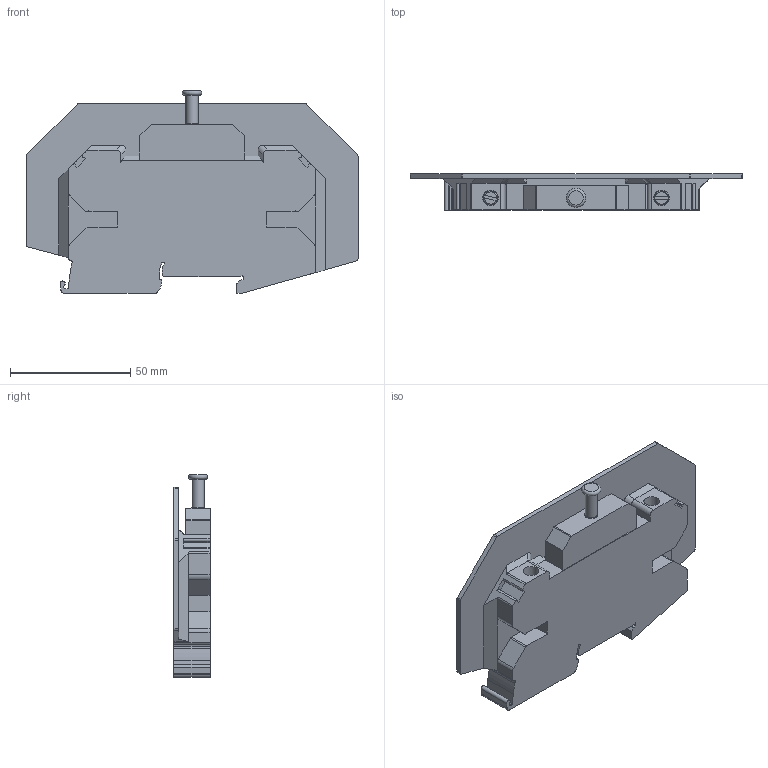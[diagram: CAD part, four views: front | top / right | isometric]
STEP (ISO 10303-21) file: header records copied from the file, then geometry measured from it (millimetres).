
FILE_DESCRIPTION(/* description */ ('Unknown'),/* implementation_level */ '2;1');
FILE_NAME(/* name */ 'KDPT_35_3D_SOLID',/* time_stamp */ '2024-10-29T15:06:07+06:00',/* author */ ('Unknown'),/* organization */ ('Unknown'),/* preprocessor_version */ 'ST-DEVELOPER v16.7',/* originating_system */ 'Solid Edge',/* authorisation */ 'Unknown');
FILE_SCHEMA (('AUTOMOTIVE_DESIGN {1 0 10303 214 3 1 1}'));
Length unit declared in the file: millimetre
Products named in the file (1): KDPT_35_3D_SOLID
Bounding box: 138 x 15 x 84.35 mm (x, y, z)
Volume: 92548.7 mm3; surface area: 28438.5 mm2
Topology: 1 solids, 1 shells, 183 faces, 511 edges, 340 vertices
Faces by surface type: plane 106, cylinder 67, torus 8, cone 2
Full cylindrical faces by diameter (mm): 4 x2, 5 x1, 6.3 x2, 6.5 x2
Entity records: 7098 total; most frequent: CARTESIAN_POINT 1040, DIRECTION 1002, ORIENTED_EDGE 982, EDGE_CURVE 491, AXIS2_PLACEMENT_3D 337, VERTEX_POINT 333, LINE 328, VECTOR 328
